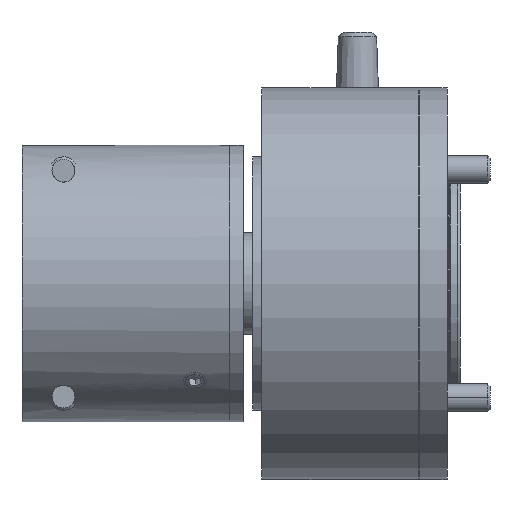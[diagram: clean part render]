
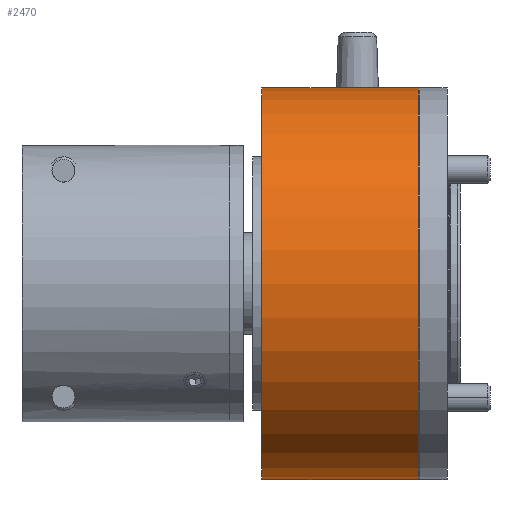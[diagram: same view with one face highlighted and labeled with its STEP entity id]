
A CAD part, front view. The second image highlights one B-rep face of the part: STEP entity #2470.
In plain terms, the highlighted cylindrical face has radius 42.5 mm (diameter 85 mm), a partial arc.
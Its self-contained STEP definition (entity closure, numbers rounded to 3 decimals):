
#656 = VERTEX_POINT ( 'NONE', #16484 ) ;
#727 = EDGE_CURVE ( 'NONE', #3533, #5750, #13692, .T. ) ;
#1070 = EDGE_CURVE ( 'NONE', #656, #17606, #10981, .T. ) ;
#1223 = AXIS2_PLACEMENT_3D ( 'NONE', #17480, #5072, #9682 ) ;
#1288 = CARTESIAN_POINT ( 'NONE',  ( 36.8, 0., -42.5 ) ) ;
#1791 = DIRECTION ( 'NONE',  ( -1., 0., 0. ) ) ;
#1970 = CYLINDRICAL_SURFACE ( 'NONE', #1223, 42.5 ) ;
#2470 = ADVANCED_FACE ( 'NONE', ( #10236 ), #1970, .T. ) ;
#2589 = EDGE_CURVE ( 'NONE', #5750, #17606, #12681, .T. ) ;
#2857 = CARTESIAN_POINT ( 'NONE',  ( 36.8, 0., 0. ) ) ;
#3533 = VERTEX_POINT ( 'NONE', #1288 ) ;
#4264 = DIRECTION ( 'NONE',  ( -1., 0., 0. ) ) ;
#4724 = ORIENTED_EDGE ( 'NONE', *, *, #8960, .F. ) ;
#5072 = DIRECTION ( 'NONE',  ( -1., 0., 0. ) ) ;
#5092 = CARTESIAN_POINT ( 'NONE',  ( -39.259, 0., -42.5 ) ) ;
#5750 = VERTEX_POINT ( 'NONE', #6252 ) ;
#6252 = CARTESIAN_POINT ( 'NONE',  ( 36.8, 0., 42.5 ) ) ;
#7266 = DIRECTION ( 'NONE',  ( 0., 0., 1. ) ) ;
#7473 = ORIENTED_EDGE ( 'NONE', *, *, #727, .T. ) ;
#8547 = VECTOR ( 'NONE', #12847, 1000. ) ;
#8573 = LINE ( 'NONE', #5092, #10528 ) ;
#8960 = EDGE_CURVE ( 'NONE', #3533, #656, #8573, .T. ) ;
#9682 = DIRECTION ( 'NONE',  ( 0., 0., 1. ) ) ;
#9771 = ORIENTED_EDGE ( 'NONE', *, *, #2589, .T. ) ;
#10236 = FACE_OUTER_BOUND ( 'NONE', #12543, .T. ) ;
#10528 = VECTOR ( 'NONE', #13054, 1000. ) ;
#10981 = CIRCLE ( 'NONE', #18805, 42.5 ) ;
#12543 = EDGE_LOOP ( 'NONE', ( #4724, #7473, #9771, #15218 ) ) ;
#12681 = LINE ( 'NONE', #16020, #8547 ) ;
#12847 = DIRECTION ( 'NONE',  ( -1., 0., 0. ) ) ;
#13054 = DIRECTION ( 'NONE',  ( -1., 0., 0. ) ) ;
#13692 = CIRCLE ( 'NONE', #17768, 42.5 ) ;
#15218 = ORIENTED_EDGE ( 'NONE', *, *, #1070, .F. ) ;
#15652 = CARTESIAN_POINT ( 'NONE',  ( 2.8, 0., 0. ) ) ;
#16020 = CARTESIAN_POINT ( 'NONE',  ( -39.259, 0., 42.5 ) ) ;
#16279 = CARTESIAN_POINT ( 'NONE',  ( 2.8, 0., 42.5 ) ) ;
#16484 = CARTESIAN_POINT ( 'NONE',  ( 2.8, 0., -42.5 ) ) ;
#17480 = CARTESIAN_POINT ( 'NONE',  ( -39.259, 0., 0. ) ) ;
#17606 = VERTEX_POINT ( 'NONE', #16279 ) ;
#17768 = AXIS2_PLACEMENT_3D ( 'NONE', #2857, #4264, #7266 ) ;
#18805 = AXIS2_PLACEMENT_3D ( 'NONE', #15652, #1791, #19035 ) ;
#19035 = DIRECTION ( 'NONE',  ( 0., 0., 1. ) ) ;
